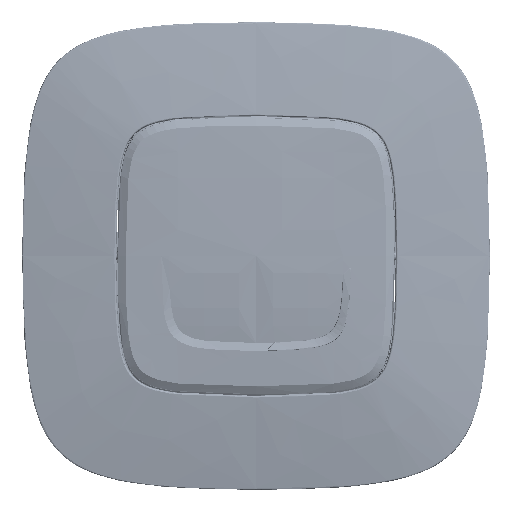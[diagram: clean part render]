
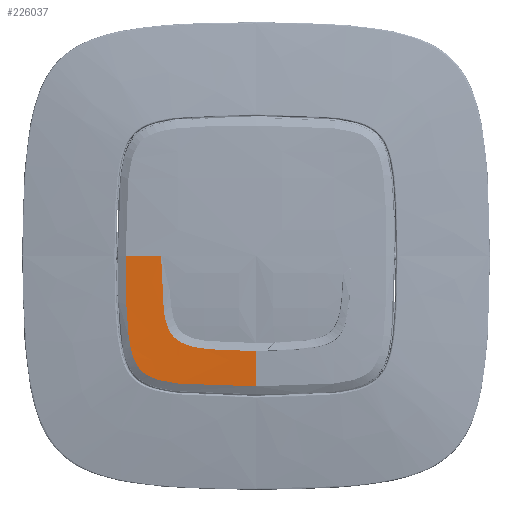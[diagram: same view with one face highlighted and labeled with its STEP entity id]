
A CAD part, top view. The second image highlights one B-rep face of the part: STEP entity #226037.
In plain terms, the highlighted free-form (B-spline) face has degree [5, 5] with [6, 6] control points.
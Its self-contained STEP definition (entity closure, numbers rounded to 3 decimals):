
#225105=CARTESIAN_POINT('Vertex',(119.549,67.328,-6.536)) ;
#225171=CARTESIAN_POINT('Vertex',(119.549,60.528,-6.883)) ;
#225507=CARTESIAN_POINT('Vertex',(119.44,67.328,-6.536)) ;
#225513=CARTESIAN_POINT('Control Point',(119.44,67.328,-6.536)) ;
#225514=CARTESIAN_POINT('Control Point',(119.462,67.328,-6.536)) ;
#225515=CARTESIAN_POINT('Control Point',(119.483,67.328,-6.536)) ;
#225516=CARTESIAN_POINT('Control Point',(119.505,67.328,-6.536)) ;
#225517=CARTESIAN_POINT('Control Point',(119.527,67.328,-6.536)) ;
#225518=CARTESIAN_POINT('Control Point',(119.549,67.328,-6.536)) ;
#225581=CARTESIAN_POINT('Vertex',(94.549,85.528,-6.883)) ;
#225585=CARTESIAN_POINT('Control Point',(119.549,60.528,-6.883)) ;
#225586=CARTESIAN_POINT('Control Point',(116.716,60.528,-6.883)) ;
#225587=CARTESIAN_POINT('Control Point',(113.884,60.548,-6.883)) ;
#225588=CARTESIAN_POINT('Control Point',(111.555,60.6,-6.883)) ;
#225589=CARTESIAN_POINT('Control Point',(107.549,60.696,-6.883)) ;
#225590=CARTESIAN_POINT('Control Point',(103.575,61.147,-6.883)) ;
#225591=CARTESIAN_POINT('Control Point',(102.409,61.326,-6.883)) ;
#225592=CARTESIAN_POINT('Control Point',(100.792,61.665,-6.883)) ;
#225593=CARTESIAN_POINT('Control Point',(99.281,62.303,-6.883)) ;
#225594=CARTESIAN_POINT('Control Point',(98.859,62.516,-6.883)) ;
#225595=CARTESIAN_POINT('Control Point',(98.067,63.011,-6.883)) ;
#225596=CARTESIAN_POINT('Control Point',(97.388,63.652,-6.883)) ;
#225597=CARTESIAN_POINT('Control Point',(97.091,64.002,-6.883)) ;
#225598=CARTESIAN_POINT('Control Point',(96.033,65.53,-6.883)) ;
#225599=CARTESIAN_POINT('Control Point',(95.516,67.369,-6.883)) ;
#225600=CARTESIAN_POINT('Control Point',(95.261,68.838,-6.883)) ;
#225601=CARTESIAN_POINT('Control Point',(94.724,73.109,-6.883)) ;
#225602=CARTESIAN_POINT('Control Point',(94.624,77.421,-6.883)) ;
#225603=CARTESIAN_POINT('Control Point',(94.57,79.71,-6.883)) ;
#225604=CARTESIAN_POINT('Control Point',(94.549,82.619,-6.883)) ;
#225605=CARTESIAN_POINT('Control Point',(94.549,85.528,-6.883)) ;
#225686=CARTESIAN_POINT('Vertex',(101.349,85.528,-6.536)) ;
#225690=CARTESIAN_POINT('Control Point',(101.349,85.528,-6.536)) ;
#225691=CARTESIAN_POINT('Control Point',(101.349,83.753,-6.536)) ;
#225692=CARTESIAN_POINT('Control Point',(101.365,81.977,-6.54)) ;
#225693=CARTESIAN_POINT('Control Point',(101.407,80.266,-6.548)) ;
#225694=CARTESIAN_POINT('Control Point',(101.518,77.4,-6.567)) ;
#225695=CARTESIAN_POINT('Control Point',(101.879,74.556,-6.591)) ;
#225696=CARTESIAN_POINT('Control Point',(102.072,73.461,-6.601)) ;
#225697=CARTESIAN_POINT('Control Point',(102.555,71.631,-6.617)) ;
#225698=CARTESIAN_POINT('Control Point',(103.594,70.07,-6.624)) ;
#225699=CARTESIAN_POINT('Control Point',(104.13,69.54,-6.624)) ;
#225700=CARTESIAN_POINT('Control Point',(105.584,68.592,-6.617)) ;
#225701=CARTESIAN_POINT('Control Point',(107.262,68.114,-6.603)) ;
#225702=CARTESIAN_POINT('Control Point',(108.215,67.927,-6.594)) ;
#225703=CARTESIAN_POINT('Control Point',(111.042,67.514,-6.57)) ;
#225704=CARTESIAN_POINT('Control Point',(113.902,67.398,-6.55)) ;
#225705=CARTESIAN_POINT('Control Point',(115.634,67.349,-6.541)) ;
#225706=CARTESIAN_POINT('Control Point',(117.537,67.329,-6.536)) ;
#225707=CARTESIAN_POINT('Control Point',(119.44,67.328,-6.536)) ;
#225982=CARTESIAN_POINT('Control Point',(145.049,111.028,-6.961)) ;
#225983=CARTESIAN_POINT('Control Point',(134.849,111.028,-6.893)) ;
#225984=CARTESIAN_POINT('Control Point',(124.649,111.028,-6.915)) ;
#225985=CARTESIAN_POINT('Control Point',(114.449,111.028,-6.915)) ;
#225986=CARTESIAN_POINT('Control Point',(104.249,111.028,-6.893)) ;
#225987=CARTESIAN_POINT('Control Point',(94.049,111.028,-6.961)) ;
#225988=CARTESIAN_POINT('Control Point',(145.049,100.828,-6.893)) ;
#225989=CARTESIAN_POINT('Control Point',(134.849,100.828,-6.479)) ;
#225990=CARTESIAN_POINT('Control Point',(124.649,100.828,-6.229)) ;
#225991=CARTESIAN_POINT('Control Point',(114.449,100.828,-6.229)) ;
#225992=CARTESIAN_POINT('Control Point',(104.249,100.828,-6.479)) ;
#225993=CARTESIAN_POINT('Control Point',(94.049,100.828,-6.893)) ;
#225994=CARTESIAN_POINT('Control Point',(145.049,90.628,-6.915)) ;
#225995=CARTESIAN_POINT('Control Point',(134.849,90.628,-6.229)) ;
#225996=CARTESIAN_POINT('Control Point',(124.649,90.628,-5.583)) ;
#225997=CARTESIAN_POINT('Control Point',(114.449,90.628,-5.583)) ;
#225998=CARTESIAN_POINT('Control Point',(104.249,90.628,-6.229)) ;
#225999=CARTESIAN_POINT('Control Point',(94.049,90.628,-6.915)) ;
#226000=CARTESIAN_POINT('Control Point',(145.049,80.428,-6.915)) ;
#226001=CARTESIAN_POINT('Control Point',(134.849,80.428,-6.229)) ;
#226002=CARTESIAN_POINT('Control Point',(124.649,80.428,-5.583)) ;
#226003=CARTESIAN_POINT('Control Point',(114.449,80.428,-5.583)) ;
#226004=CARTESIAN_POINT('Control Point',(104.249,80.428,-6.229)) ;
#226005=CARTESIAN_POINT('Control Point',(94.049,80.428,-6.915)) ;
#226006=CARTESIAN_POINT('Control Point',(145.049,70.228,-6.893)) ;
#226007=CARTESIAN_POINT('Control Point',(134.849,70.228,-6.479)) ;
#226008=CARTESIAN_POINT('Control Point',(124.649,70.228,-6.229)) ;
#226009=CARTESIAN_POINT('Control Point',(114.449,70.228,-6.229)) ;
#226010=CARTESIAN_POINT('Control Point',(104.249,70.228,-6.479)) ;
#226011=CARTESIAN_POINT('Control Point',(94.049,70.228,-6.893)) ;
#226012=CARTESIAN_POINT('Control Point',(145.049,60.028,-6.961)) ;
#226013=CARTESIAN_POINT('Control Point',(134.849,60.028,-6.893)) ;
#226014=CARTESIAN_POINT('Control Point',(124.649,60.028,-6.915)) ;
#226015=CARTESIAN_POINT('Control Point',(114.449,60.028,-6.915)) ;
#226016=CARTESIAN_POINT('Control Point',(104.249,60.028,-6.893)) ;
#226017=CARTESIAN_POINT('Control Point',(94.049,60.028,-6.961)) ;
#226019=CARTESIAN_POINT('Control Point',(101.349,85.528,-6.536)) ;
#226020=CARTESIAN_POINT('Control Point',(99.082,85.528,-6.641)) ;
#226021=CARTESIAN_POINT('Control Point',(96.815,85.528,-6.759)) ;
#226022=CARTESIAN_POINT('Control Point',(94.549,85.528,-6.883)) ;
#226025=CARTESIAN_POINT('Control Point',(119.549,60.528,-6.883)) ;
#226026=CARTESIAN_POINT('Control Point',(119.549,62.794,-6.759)) ;
#226027=CARTESIAN_POINT('Control Point',(119.549,65.061,-6.641)) ;
#226028=CARTESIAN_POINT('Control Point',(119.549,67.328,-6.536)) ;
#226031=ORIENTED_EDGE('',*,*,#225519,.F.) ;
#226032=ORIENTED_EDGE('',*,*,#225708,.F.) ;
#226033=ORIENTED_EDGE('',*,*,#226023,.F.) ;
#226034=ORIENTED_EDGE('',*,*,#225606,.F.) ;
#226035=ORIENTED_EDGE('',*,*,#226029,.T.) ;
#226037=ADVANCED_FACE('T002075_A .1\\EE00853_A.1\\Doigt sup\X2\00E9\X0\rieur C40 NEREIS',(#226036),#225981,.F.) ;
#225512=B_SPLINE_CURVE_WITH_KNOTS('',5,(#225513,#225514,#225515,#225516,#225517,#225518),.UNSPECIFIED.,.F.,.U.,(6,6),(0.,0.105),.UNSPECIFIED.) ;
#225584=B_SPLINE_CURVE_WITH_KNOTS('',5,(#225585,#225586,#225587,#225588,#225589,#225590,#225591,#225592,#225593,#225594,#225595,#225596,#225597,#225598,#225599,#225600,#225601,#225602,#225603,#225604,#225605),.UNSPECIFIED.,.F.,.U.,(6,3,3,3,3,3,6),(-23.685,-9.446,-3.582,-1.216,1.088,8.092,22.717),.UNSPECIFIED.) ;
#225689=B_SPLINE_CURVE_WITH_KNOTS('',5,(#225690,#225691,#225692,#225693,#225694,#225695,#225696,#225697,#225698,#225699,#225700,#225701,#225702,#225703,#225704,#225705,#225706,#225707),.UNSPECIFIED.,.F.,.U.,(6,3,3,3,3,6),(0.,8.491,13.702,17.378,21.933,31.034),.UNSPECIFIED.) ;
#226018=B_SPLINE_CURVE_WITH_KNOTS('',3,(#226019,#226020,#226021,#226022),.UNSPECIFIED.,.F.,.U.,(4,4),(61.132,67.937),.UNSPECIFIED.) ;
#226024=B_SPLINE_CURVE_WITH_KNOTS('',3,(#226025,#226026,#226027,#226028),.UNSPECIFIED.,.F.,.U.,(4,4),(0.,6.805),.UNSPECIFIED.) ;
#225981=B_SPLINE_SURFACE_WITH_KNOTS('',5,5,((#225982,#225983,#225984,#225985,#225986,#225987),(#225988,#225989,#225990,#225991,#225992,#225993),(#225994,#225995,#225996,#225997,#225998,#225999),(#226000,#226001,#226002,#226003,#226004,#226005),(#226006,#226007,#226008,#226009,#226010,#226011),(#226012,#226013,#226014,#226015,#226016,#226017)),.UNSPECIFIED.,.F.,.F.,.U.,(6,6),(6,6),(-25.5,25.537),(-25.5,25.537),.UNSPECIFIED.) ;
#225519=EDGE_CURVE('',#225508,#225106,#225512,.T.) ;
#225606=EDGE_CURVE('',#225172,#225582,#225584,.T.) ;
#225708=EDGE_CURVE('',#225687,#225508,#225689,.T.) ;
#226023=EDGE_CURVE('',#225582,#225687,#226018,.F.) ;
#226029=EDGE_CURVE('',#225172,#225106,#226024,.T.) ;
#226030=EDGE_LOOP('',(#226031,#226032,#226033,#226034,#226035)) ;
#226036=FACE_OUTER_BOUND('',#226030,.T.) ;
#225106=VERTEX_POINT('',#225105) ;
#225172=VERTEX_POINT('',#225171) ;
#225508=VERTEX_POINT('',#225507) ;
#225582=VERTEX_POINT('',#225581) ;
#225687=VERTEX_POINT('',#225686) ;
